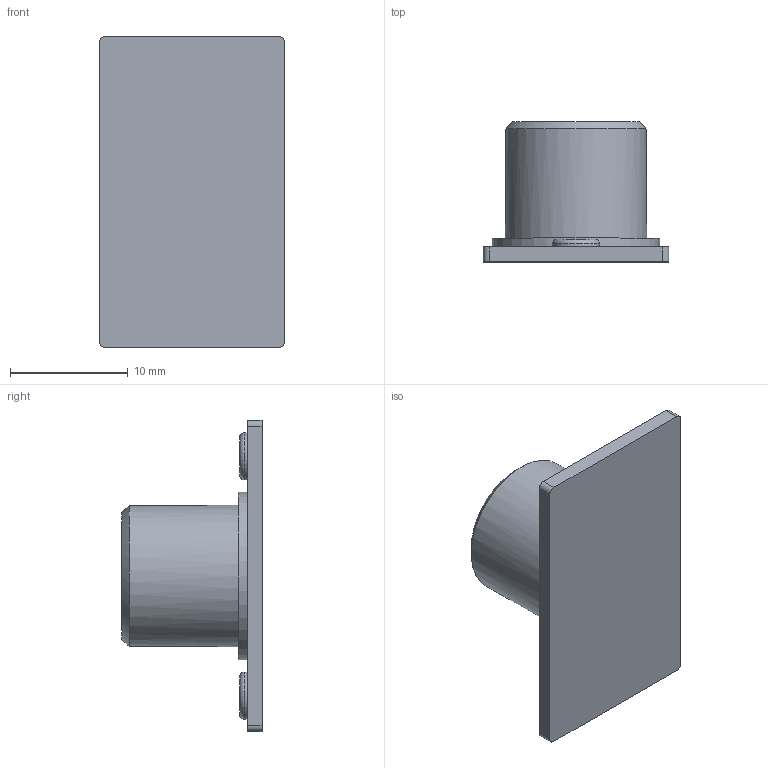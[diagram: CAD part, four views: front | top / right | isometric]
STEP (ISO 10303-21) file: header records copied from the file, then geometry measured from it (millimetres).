
FILE_DESCRIPTION(/* description */ ('S Low Series-panel-Low Capacity Standard Size Toggles -panel'),/* implementation_level */ '2;1');
FILE_NAME(/* name */ 'SS114-panel.ipt.step',/* time_stamp */ '2014-01-07T11:07:42-08:00',/* author */ ('Cadenas PARTsolutions'),/* organization */ ('NKKSWITCHES'),/* preprocessor_version */ 'ST-DEVELOPER v15.2',/* originating_system */ 'Autodesk Inventor 2014',/* authorisation */ '');
FILE_SCHEMA (('AUTOMOTIVE_DESIGN { 1 0 10303 214 3 1 1 }'));
Length unit declared in the file: inch
Products named in the file (1): SS114-panel
Bounding box: 15.75 x 11.91 x 26.42 mm (x, y, z)
Volume: 1293.5 mm3; surface area: 1608.4 mm2
Topology: 1 solids, 1 shells, 31 faces, 66 edges, 44 vertices
Faces by surface type: plane 17, cylinder 11, torus 2, cone 1
Full cylindrical faces by diameter (mm): 2.5 x2, 4 x2, 7.518 x1, 12 x1, 14.224 x1
Entity records: 780 total; most frequent: DIRECTION 139, CARTESIAN_POINT 130, ORIENTED_EDGE 104, AXIS2_PLACEMENT_3D 58, EDGE_CURVE 52, EDGE_LOOP 48, VERTEX_POINT 40, ADVANCED_FACE 31
